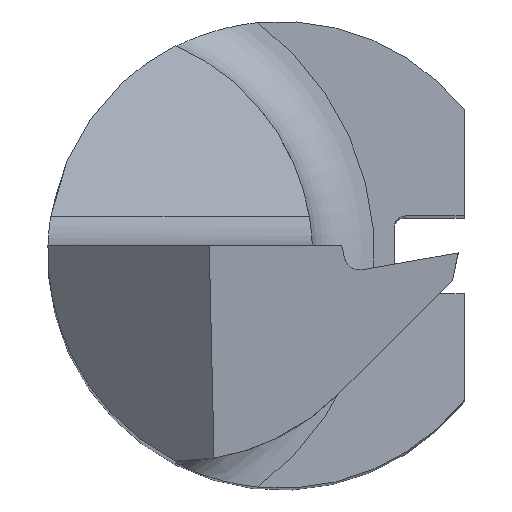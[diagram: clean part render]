
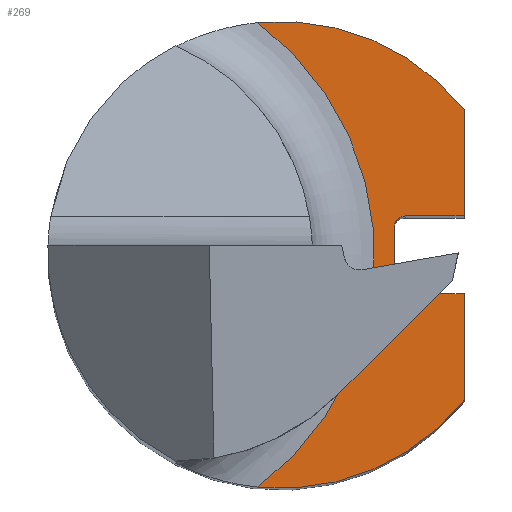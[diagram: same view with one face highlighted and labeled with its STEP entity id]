
A CAD part, top view. The second image highlights one B-rep face of the part: STEP entity #269.
In plain terms, the highlighted planar face has unit normal (0, 0, 1).
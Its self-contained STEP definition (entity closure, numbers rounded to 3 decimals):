
#10 = VERTEX_POINT ( 'NONE', #371 ) ;
#40 = AXIS2_PLACEMENT_3D ( 'NONE', #348, #341, #497 ) ;
#45 = CARTESIAN_POINT ( 'NONE',  ( 63.95, 0.5, 15. ) ) ;
#50 = VERTEX_POINT ( 'NONE', #515 ) ;
#70 = DIRECTION ( 'NONE',  ( 0., 0., 1. ) ) ;
#76 = VERTEX_POINT ( 'NONE', #798 ) ;
#84 = CARTESIAN_POINT ( 'NONE',  ( 2.35, 1.865, 15. ) ) ;
#100 = AXIS2_PLACEMENT_3D ( 'NONE', #577, #206, #784 ) ;
#119 = EDGE_CURVE ( 'NONE', #128, #359, #470, .T. ) ;
#128 = VERTEX_POINT ( 'NONE', #154 ) ;
#135 = DIRECTION ( 'NONE',  ( 1., 0., 0. ) ) ;
#153 = ORIENTED_EDGE ( 'NONE', *, *, #861, .T. ) ;
#154 = CARTESIAN_POINT ( 'NONE',  ( 2.35, 0.5, 15. ) ) ;
#156 = DIRECTION ( 'NONE',  ( 1., 0., 0. ) ) ;
#163 = EDGE_CURVE ( 'NONE', #10, #50, #960, .T. ) ;
#172 = DIRECTION ( 'NONE',  ( 0., 1., 0. ) ) ;
#173 = EDGE_LOOP ( 'NONE', ( #924, #331, #441, #251, #903, #153, #475, #370, #212, #238 ) ) ;
#186 = EDGE_CURVE ( 'NONE', #837, #50, #294, .T. ) ;
#195 = CARTESIAN_POINT ( 'NONE',  ( -0.304, 2.985, 15. ) ) ;
#206 = DIRECTION ( 'NONE',  ( 0., 0., -1. ) ) ;
#212 = ORIENTED_EDGE ( 'NONE', *, *, #807, .T. ) ;
#226 = CARTESIAN_POINT ( 'NONE',  ( 0., 0., 15. ) ) ;
#230 = VECTOR ( 'NONE', #286, 1000. ) ;
#238 = ORIENTED_EDGE ( 'NONE', *, *, #119, .T. ) ;
#240 = DIRECTION ( 'NONE',  ( 0., 0., 1. ) ) ;
#251 = ORIENTED_EDGE ( 'NONE', *, *, #163, .T. ) ;
#262 = DIRECTION ( 'NONE',  ( 1., 0., 0. ) ) ;
#269 = ADVANCED_FACE ( 'NONE', ( #299 ), #949, .T. ) ;
#272 = VECTOR ( 'NONE', #172, 1000. ) ;
#283 = VERTEX_POINT ( 'NONE', #774 ) ;
#286 = DIRECTION ( 'NONE',  ( 0., 1., 0. ) ) ;
#294 = LINE ( 'NONE', #662, #556 ) ;
#299 = FACE_OUTER_BOUND ( 'NONE', #173, .T. ) ;
#301 = VERTEX_POINT ( 'NONE', #420 ) ;
#331 = ORIENTED_EDGE ( 'NONE', *, *, #641, .T. ) ;
#337 = DIRECTION ( 'NONE',  ( 0., 0., -1. ) ) ;
#341 = DIRECTION ( 'NONE',  ( 0., 0., 1. ) ) ;
#348 = CARTESIAN_POINT ( 'NONE',  ( 0., 0., 15. ) ) ;
#359 = VERTEX_POINT ( 'NONE', #847 ) ;
#360 = AXIS2_PLACEMENT_3D ( 'NONE', #526, #811, #135 ) ;
#370 = ORIENTED_EDGE ( 'NONE', *, *, #785, .T. ) ;
#371 = CARTESIAN_POINT ( 'NONE',  ( 2.35, -1.865, 15. ) ) ;
#386 = CIRCLE ( 'NONE', #782, 3.714 ) ;
#408 = DIRECTION ( 'NONE',  ( 1., 0., 0. ) ) ;
#420 = CARTESIAN_POINT ( 'NONE',  ( 1.45, 0.35, 15. ) ) ;
#441 = ORIENTED_EDGE ( 'NONE', *, *, #705, .T. ) ;
#470 = LINE ( 'NONE', #822, #272 ) ;
#475 = ORIENTED_EDGE ( 'NONE', *, *, #940, .F. ) ;
#486 = CARTESIAN_POINT ( 'NONE',  ( -2.514, 0., 15. ) ) ;
#497 = DIRECTION ( 'NONE',  ( 1., 0., 0. ) ) ;
#503 = AXIS2_PLACEMENT_3D ( 'NONE', #708, #240, #408 ) ;
#515 = CARTESIAN_POINT ( 'NONE',  ( 2.35, -0.5, 15. ) ) ;
#522 = CARTESIAN_POINT ( 'NONE',  ( 1.45, 0.5, 15. ) ) ;
#526 = CARTESIAN_POINT ( 'NONE',  ( 1.6, -0.35, 15. ) ) ;
#556 = VECTOR ( 'NONE', #156, 1000. ) ;
#577 = CARTESIAN_POINT ( 'NONE',  ( 1.6, 0.35, 15. ) ) ;
#594 = DIRECTION ( 'NONE',  ( 0., -1., 0. ) ) ;
#620 = CIRCLE ( 'NONE', #40, 3. ) ;
#641 = EDGE_CURVE ( 'NONE', #777, #283, #386, .T. ) ;
#656 = DIRECTION ( 'NONE',  ( 1., 0., 0. ) ) ;
#662 = CARTESIAN_POINT ( 'NONE',  ( 63.95, -0.5, 15. ) ) ;
#669 = CIRCLE ( 'NONE', #100, 0.15 ) ;
#705 = EDGE_CURVE ( 'NONE', #283, #10, #620, .T. ) ;
#708 = CARTESIAN_POINT ( 'NONE',  ( -0.402, -0.122, 15. ) ) ;
#717 = CIRCLE ( 'NONE', #360, 0.15 ) ;
#735 = VERTEX_POINT ( 'NONE', #942 ) ;
#774 = CARTESIAN_POINT ( 'NONE',  ( -0.304, -2.985, 15. ) ) ;
#777 = VERTEX_POINT ( 'NONE', #195 ) ;
#782 = AXIS2_PLACEMENT_3D ( 'NONE', #486, #337, #262 ) ;
#784 = DIRECTION ( 'NONE',  ( 1., 0., 0. ) ) ;
#785 = EDGE_CURVE ( 'NONE', #301, #76, #669, .T. ) ;
#787 = LINE ( 'NONE', #45, #961 ) ;
#788 = VECTOR ( 'NONE', #594, 1000. ) ;
#798 = CARTESIAN_POINT ( 'NONE',  ( 1.6, 0.5, 15. ) ) ;
#804 = CARTESIAN_POINT ( 'NONE',  ( 1.6, -0.5, 15. ) ) ;
#807 = EDGE_CURVE ( 'NONE', #76, #128, #787, .T. ) ;
#811 = DIRECTION ( 'NONE',  ( 0., 0., -1. ) ) ;
#822 = CARTESIAN_POINT ( 'NONE',  ( 2.35, 1.865, 15. ) ) ;
#829 = AXIS2_PLACEMENT_3D ( 'NONE', #226, #70, #656 ) ;
#833 = EDGE_CURVE ( 'NONE', #359, #777, #944, .T. ) ;
#837 = VERTEX_POINT ( 'NONE', #804 ) ;
#847 = CARTESIAN_POINT ( 'NONE',  ( 2.35, 1.865, 15. ) ) ;
#861 = EDGE_CURVE ( 'NONE', #837, #735, #717, .T. ) ;
#903 = ORIENTED_EDGE ( 'NONE', *, *, #186, .F. ) ;
#924 = ORIENTED_EDGE ( 'NONE', *, *, #833, .T. ) ;
#935 = DIRECTION ( 'NONE',  ( 1., 0., 0. ) ) ;
#940 = EDGE_CURVE ( 'NONE', #301, #735, #959, .T. ) ;
#942 = CARTESIAN_POINT ( 'NONE',  ( 1.45, -0.35, 15. ) ) ;
#944 = CIRCLE ( 'NONE', #829, 3. ) ;
#949 = PLANE ( 'NONE',  #503 ) ;
#959 = LINE ( 'NONE', #522, #788 ) ;
#960 = LINE ( 'NONE', #84, #230 ) ;
#961 = VECTOR ( 'NONE', #935, 1000. ) ;
